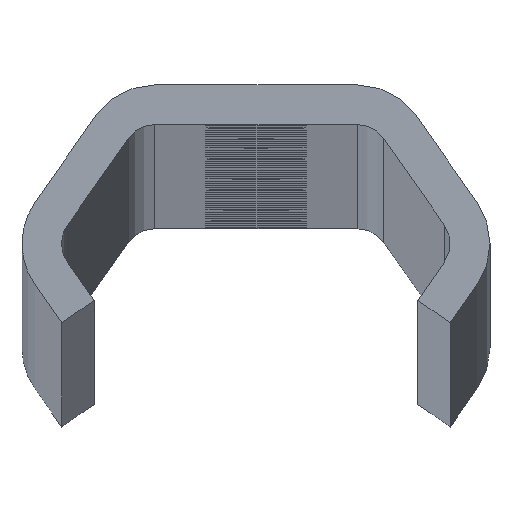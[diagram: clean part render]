
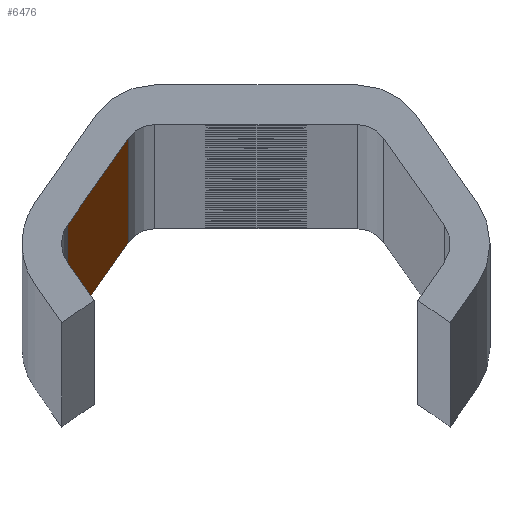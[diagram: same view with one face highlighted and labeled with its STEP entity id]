
A CAD part, top view. The second image highlights one B-rep face of the part: STEP entity #6476.
In plain terms, the highlighted planar face has unit normal (0.819, -0.574, 0).
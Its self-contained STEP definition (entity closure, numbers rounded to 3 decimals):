
#165 = LINE ( 'NONE', #3560, #6167 ) ;
#193 = EDGE_LOOP ( 'NONE', ( #8271, #1591, #3483, #8001 ) ) ;
#1284 = VERTEX_POINT ( 'NONE', #1658 ) ;
#1547 = DIRECTION ( 'NONE',  ( 0., 0., -1. ) ) ;
#1591 = ORIENTED_EDGE ( 'NONE', *, *, #2109, .F. ) ;
#1658 = CARTESIAN_POINT ( 'NONE',  ( -11.883, 1.163, -1880. ) ) ;
#2000 = EDGE_CURVE ( 'NONE', #6986, #1284, #7477, .T. ) ;
#2079 = EDGE_CURVE ( 'NONE', #1284, #6201, #165, .T. ) ;
#2109 = EDGE_CURVE ( 'NONE', #5973, #6201, #2274, .T. ) ;
#2274 = LINE ( 'NONE', #7054, #3985 ) ;
#2319 = LINE ( 'NONE', #2966, #5682 ) ;
#2966 = CARTESIAN_POINT ( 'NONE',  ( -11.883, 1.163, 1880. ) ) ;
#3033 = CARTESIAN_POINT ( 'NONE',  ( -11.883, 1.163, 1880. ) ) ;
#3054 = DIRECTION ( 'NONE',  ( -0.819, 0.574, 0. ) ) ;
#3377 = CARTESIAN_POINT ( 'NONE',  ( -11.883, 1.163, 1880. ) ) ;
#3442 = CARTESIAN_POINT ( 'NONE',  ( -8.052, 6.635, 1880. ) ) ;
#3483 = ORIENTED_EDGE ( 'NONE', *, *, #8511, .F. ) ;
#3560 = CARTESIAN_POINT ( 'NONE',  ( -11.883, 1.163, -1880. ) ) ;
#3985 = VECTOR ( 'NONE', #1547, 1000. ) ;
#4390 = CARTESIAN_POINT ( 'NONE',  ( -11.883, 1.163, 1880. ) ) ;
#4437 = PLANE ( 'NONE',  #7385 ) ;
#4522 = DIRECTION ( 'NONE',  ( 0.574, 0.819, 0. ) ) ;
#5652 = FACE_OUTER_BOUND ( 'NONE', #193, .T. ) ;
#5682 = VECTOR ( 'NONE', #4522, 1000. ) ;
#5973 = VERTEX_POINT ( 'NONE', #3442 ) ;
#5991 = CARTESIAN_POINT ( 'NONE',  ( -8.052, 6.635, -1880. ) ) ;
#6167 = VECTOR ( 'NONE', #7099, 1000. ) ;
#6201 = VERTEX_POINT ( 'NONE', #5991 ) ;
#6476 = ADVANCED_FACE ( 'NONE', ( #5652 ), #4437, .F. ) ;
#6964 = DIRECTION ( 'NONE',  ( 0., 0., -1. ) ) ;
#6986 = VERTEX_POINT ( 'NONE', #3033 ) ;
#7054 = CARTESIAN_POINT ( 'NONE',  ( -8.052, 6.635, 1880. ) ) ;
#7099 = DIRECTION ( 'NONE',  ( 0.574, 0.819, 0. ) ) ;
#7385 = AXIS2_PLACEMENT_3D ( 'NONE', #4390, #3054, #7837 ) ;
#7477 = LINE ( 'NONE', #3377, #7762 ) ;
#7762 = VECTOR ( 'NONE', #6964, 1000. ) ;
#7837 = DIRECTION ( 'NONE',  ( -0.574, -0.819, 0. ) ) ;
#8001 = ORIENTED_EDGE ( 'NONE', *, *, #2000, .T. ) ;
#8271 = ORIENTED_EDGE ( 'NONE', *, *, #2079, .T. ) ;
#8511 = EDGE_CURVE ( 'NONE', #6986, #5973, #2319, .T. ) ;
